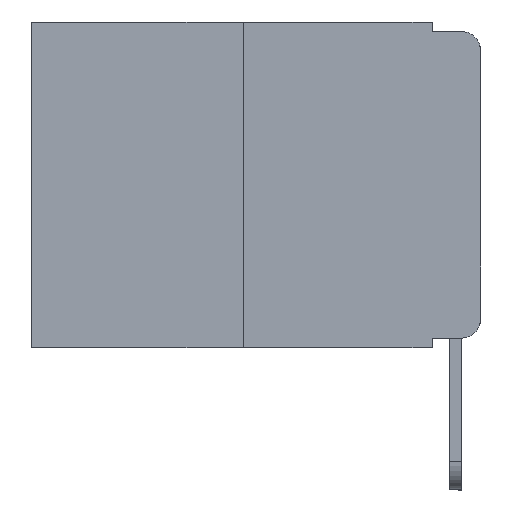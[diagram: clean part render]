
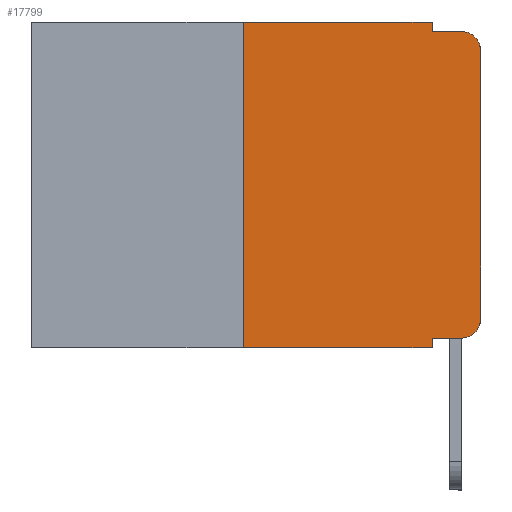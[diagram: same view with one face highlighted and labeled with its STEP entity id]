
A CAD part, left-side view. The second image highlights one B-rep face of the part: STEP entity #17799.
In plain terms, the highlighted planar face has unit normal (-1, 0, 0).
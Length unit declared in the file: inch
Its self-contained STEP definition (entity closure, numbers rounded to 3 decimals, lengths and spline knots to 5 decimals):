
#20 = ORIENTED_EDGE ( 'NONE', *, *, #4322, .F. ) ;
#107 = CARTESIAN_POINT ( 'NONE',  ( 0., 0.473, -0.343 ) ) ;
#522 = AXIS2_PLACEMENT_3D ( 'NONE', #20207, #5973, #4157 ) ;
#619 = VECTOR ( 'NONE', #12368, 39.37008 ) ;
#831 = VERTEX_POINT ( 'NONE', #6373 ) ;
#862 = LINE ( 'NONE', #17209, #20671 ) ;
#948 = EDGE_CURVE ( 'NONE', #3440, #7600, #12336, .T. ) ;
#1264 = CARTESIAN_POINT ( 'NONE',  ( 0., 0.02, -0.313 ) ) ;
#1986 = EDGE_LOOP ( 'NONE', ( #8201, #18808, #4465, #20273, #7059, #20, #20707, #9635, #15029, #21178 ) ) ;
#2393 = CIRCLE ( 'NONE', #20267, 0.02 ) ;
#2515 = VECTOR ( 'NONE', #13226, 39.37008 ) ;
#3440 = VERTEX_POINT ( 'NONE', #11903 ) ;
#3515 = LINE ( 'NONE', #16643, #8973 ) ;
#4157 = DIRECTION ( 'NONE',  ( 0., 0., -1. ) ) ;
#4322 = EDGE_CURVE ( 'NONE', #5526, #17281, #10937, .T. ) ;
#4324 = LINE ( 'NONE', #16055, #20923 ) ;
#4465 = ORIENTED_EDGE ( 'NONE', *, *, #20911, .F. ) ;
#4931 = EDGE_CURVE ( 'NONE', #17281, #11952, #20547, .T. ) ;
#5408 = DIRECTION ( 'NONE',  ( 0., 0., -1. ) ) ;
#5526 = VERTEX_POINT ( 'NONE', #7591 ) ;
#5591 = DIRECTION ( 'NONE',  ( 0., 0., -1. ) ) ;
#5973 = DIRECTION ( 'NONE',  ( 1., 0., 0. ) ) ;
#6002 = CARTESIAN_POINT ( 'NONE',  ( 0., 0.473, 0. ) ) ;
#6248 = DIRECTION ( 'NONE',  ( 0., -1., 0. ) ) ;
#6294 = EDGE_CURVE ( 'NONE', #831, #12269, #4324, .T. ) ;
#6373 = CARTESIAN_POINT ( 'NONE',  ( 0., 0.051, -0.333 ) ) ;
#6765 = CARTESIAN_POINT ( 'NONE',  ( 0., 0.02, -0.01 ) ) ;
#7059 = ORIENTED_EDGE ( 'NONE', *, *, #4931, .F. ) ;
#7066 = PLANE ( 'NONE',  #522 ) ;
#7402 = CARTESIAN_POINT ( 'NONE',  ( 0., 0.25, 0. ) ) ;
#7585 = CARTESIAN_POINT ( 'NONE',  ( 0., 0.051, -0.01 ) ) ;
#7591 = CARTESIAN_POINT ( 'NONE',  ( 0., 0.25, -0.343 ) ) ;
#7600 = VERTEX_POINT ( 'NONE', #6765 ) ;
#7789 = DIRECTION ( 'NONE',  ( 0., 0., -1. ) ) ;
#8201 = ORIENTED_EDGE ( 'NONE', *, *, #13961, .T. ) ;
#8213 = DIRECTION ( 'NONE',  ( 0., 0., 1. ) ) ;
#8430 = VERTEX_POINT ( 'NONE', #11141 ) ;
#8885 = FACE_OUTER_BOUND ( 'NONE', #1986, .T. ) ;
#8973 = VECTOR ( 'NONE', #19975, 39.37008 ) ;
#9635 = ORIENTED_EDGE ( 'NONE', *, *, #14637, .F. ) ;
#10784 = EDGE_CURVE ( 'NONE', #5526, #8430, #18303, .T. ) ;
#10937 = LINE ( 'NONE', #12656, #18678 ) ;
#11050 = DIRECTION ( 'NONE',  ( -1., 0., 0. ) ) ;
#11141 = CARTESIAN_POINT ( 'NONE',  ( 0., 0.051, -0.343 ) ) ;
#11401 = DIRECTION ( 'NONE',  ( 0., -1., 0. ) ) ;
#11903 = CARTESIAN_POINT ( 'NONE',  ( 0., 0., -0.03 ) ) ;
#11952 = VERTEX_POINT ( 'NONE', #20513 ) ;
#11985 = CARTESIAN_POINT ( 'NONE',  ( 0., 0., -0.313 ) ) ;
#12269 = VERTEX_POINT ( 'NONE', #13400 ) ;
#12336 = CIRCLE ( 'NONE', #19563, 0.02 ) ;
#12368 = DIRECTION ( 'NONE',  ( 0., -1., 0. ) ) ;
#12448 = VECTOR ( 'NONE', #19065, 39.37008 ) ;
#12656 = CARTESIAN_POINT ( 'NONE',  ( 0., 0.25, 0. ) ) ;
#13124 = EDGE_CURVE ( 'NONE', #11952, #19117, #862, .T. ) ;
#13226 = DIRECTION ( 'NONE',  ( 0., 0., -1. ) ) ;
#13400 = CARTESIAN_POINT ( 'NONE',  ( 0., 0.02, -0.333 ) ) ;
#13463 = VECTOR ( 'NONE', #11401, 39.37008 ) ;
#13961 = EDGE_CURVE ( 'NONE', #18101, #3440, #17555, .T. ) ;
#14637 = EDGE_CURVE ( 'NONE', #831, #8430, #15047, .T. ) ;
#15029 = ORIENTED_EDGE ( 'NONE', *, *, #6294, .T. ) ;
#15047 = LINE ( 'NONE', #16759, #2515 ) ;
#15955 = CARTESIAN_POINT ( 'NONE',  ( 0., 0., 0. ) ) ;
#16055 = CARTESIAN_POINT ( 'NONE',  ( 0., 0.051, -0.333 ) ) ;
#16643 = CARTESIAN_POINT ( 'NONE',  ( 0., 0.051, -0.01 ) ) ;
#16759 = CARTESIAN_POINT ( 'NONE',  ( 0., 0.051, 0. ) ) ;
#17209 = CARTESIAN_POINT ( 'NONE',  ( 0., 0.051, 0. ) ) ;
#17281 = VERTEX_POINT ( 'NONE', #7402 ) ;
#17555 = LINE ( 'NONE', #15955, #12448 ) ;
#17799 = ADVANCED_FACE ( 'NONE', ( #8885 ), #7066, .F. ) ;
#18101 = VERTEX_POINT ( 'NONE', #11985 ) ;
#18303 = LINE ( 'NONE', #107, #13463 ) ;
#18664 = CARTESIAN_POINT ( 'NONE',  ( 0., 0.02, -0.03 ) ) ;
#18678 = VECTOR ( 'NONE', #8213, 39.37008 ) ;
#18808 = ORIENTED_EDGE ( 'NONE', *, *, #948, .T. ) ;
#19065 = DIRECTION ( 'NONE',  ( 0., 0., 1. ) ) ;
#19117 = VERTEX_POINT ( 'NONE', #7585 ) ;
#19167 = EDGE_CURVE ( 'NONE', #12269, #18101, #2393, .T. ) ;
#19563 = AXIS2_PLACEMENT_3D ( 'NONE', #18664, #20164, #5408 ) ;
#19975 = DIRECTION ( 'NONE',  ( 0., -1., 0. ) ) ;
#20164 = DIRECTION ( 'NONE',  ( -1., 0., 0. ) ) ;
#20207 = CARTESIAN_POINT ( 'NONE',  ( 0., 0.473, 0. ) ) ;
#20267 = AXIS2_PLACEMENT_3D ( 'NONE', #1264, #11050, #7789 ) ;
#20273 = ORIENTED_EDGE ( 'NONE', *, *, #13124, .F. ) ;
#20513 = CARTESIAN_POINT ( 'NONE',  ( 0., 0.051, 0. ) ) ;
#20547 = LINE ( 'NONE', #6002, #619 ) ;
#20671 = VECTOR ( 'NONE', #5591, 39.37008 ) ;
#20707 = ORIENTED_EDGE ( 'NONE', *, *, #10784, .T. ) ;
#20911 = EDGE_CURVE ( 'NONE', #19117, #7600, #3515, .T. ) ;
#20923 = VECTOR ( 'NONE', #6248, 39.37008 ) ;
#21178 = ORIENTED_EDGE ( 'NONE', *, *, #19167, .T. ) ;
